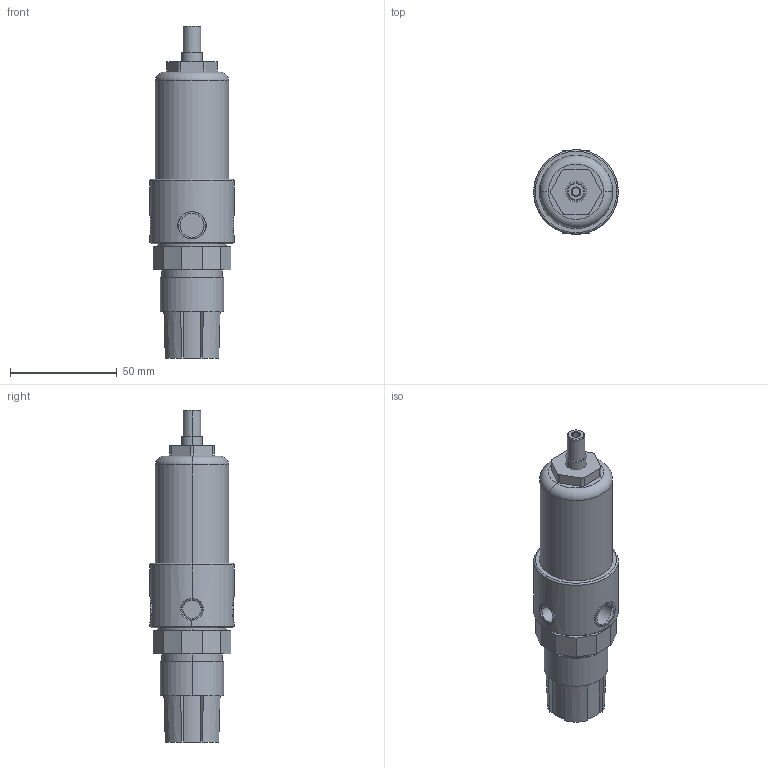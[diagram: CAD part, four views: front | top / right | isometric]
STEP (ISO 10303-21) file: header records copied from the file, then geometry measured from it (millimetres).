
FILE_DESCRIPTION((''),'2;1');
FILE_NAME('ILCP5004400','2006-11-01T',('KR'),(''),'PRO/ENGINEER BY PARAMETRIC TECHNOLOGY CORPORATION, 2005180','PRO/ENGINEER BY PARAMETRIC TECHNOLOGY CORPORATION, 2005180','');
FILE_SCHEMA(('AUTOMOTIVE_DESIGN_CC2 { 1 2 10303 214 -1 1 5 2 }'));
Length unit declared in the file: inch
Products named in the file (1): ILCP5004400
Bounding box: 39.62 x 39.62 x 155.7 mm (x, y, z)
Volume: 120136.6 mm3; surface area: 22874.3 mm2
Topology: 1 solids, 7 shells, 121 faces, 292 edges, 192 vertices
Faces by surface type: plane 49, cylinder 46, bspline 12, cone 10, torus 4
Entity records: 4454 total; most frequent: CARTESIAN_POINT 1484, DIRECTION 600, ORIENTED_EDGE 560, EDGE_CURVE 292, AXIS2_PLACEMENT_3D 230, VERTEX_POINT 192, VECTOR 140, LINE 140
